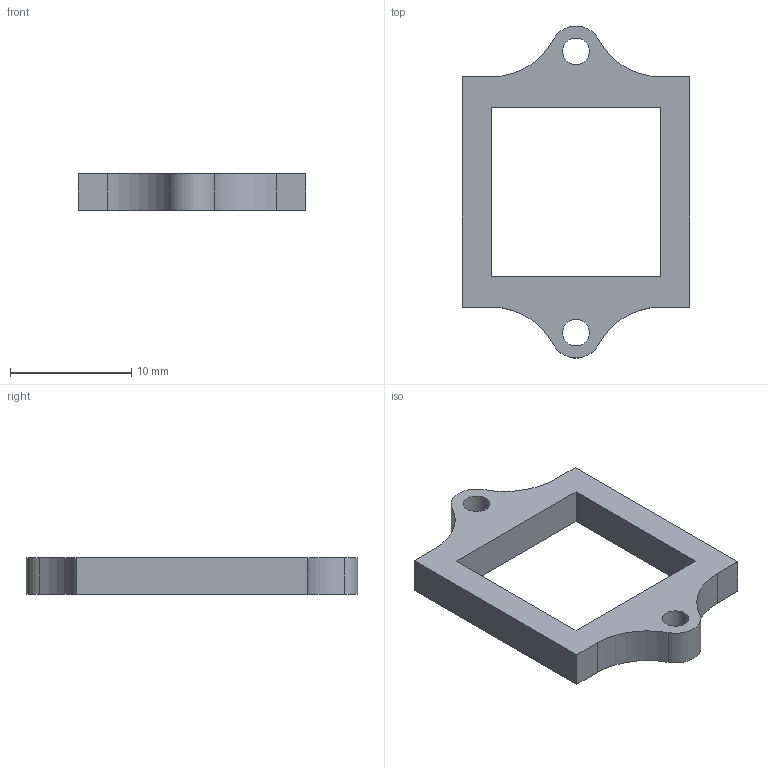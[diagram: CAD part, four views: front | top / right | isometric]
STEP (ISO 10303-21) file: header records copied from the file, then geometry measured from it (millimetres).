
FILE_DESCRIPTION(/* description */ (''),/* implementation_level */ '2;1');
FILE_NAME(/* name */ '1x.step',/* time_stamp */ '2023-06-24T19:56:49+08:00',/* author */ (''),/* organization */ (''),/* preprocessor_version */ 'ST-DEVELOPER v19.2',/* originating_system */ 'Autodesk Translation Framework v12.6.0.85',/* authorisation */ '');
FILE_SCHEMA (('AUTOMOTIVE_DESIGN { 1 0 10303 214 3 1 1 }'));
Length unit declared in the file: millimetre
Products named in the file (1): 113
Bounding box: 18.8 x 27.39 x 3 mm (x, y, z)
Volume: 601.9 mm3; surface area: 856.4 mm2
Topology: 1 solids, 1 shells, 20 faces, 54 edges, 36 vertices
Faces by surface type: plane 12, cylinder 8
Full cylindrical faces by diameter (mm): 2.2 x2
Entity records: 686 total; most frequent: DIRECTION 112, CARTESIAN_POINT 111, ORIENTED_EDGE 108, EDGE_CURVE 54, LINE 38, VECTOR 38, AXIS2_PLACEMENT_3D 37, VERTEX_POINT 36
